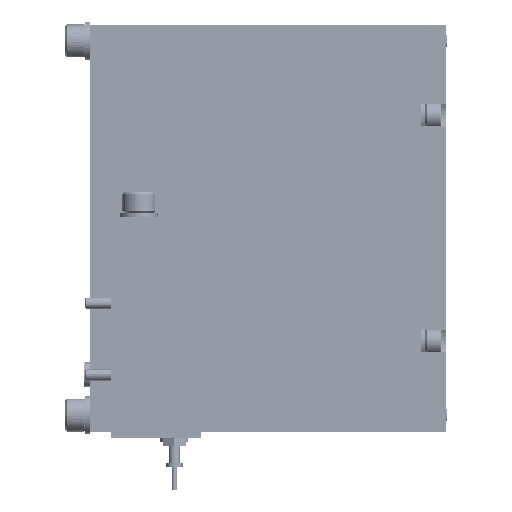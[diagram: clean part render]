
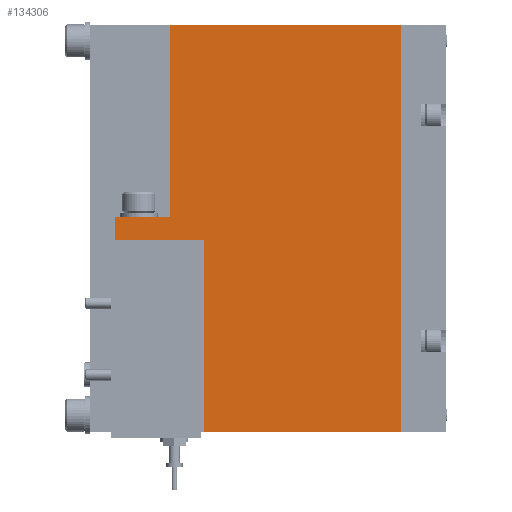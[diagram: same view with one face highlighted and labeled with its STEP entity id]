
A CAD part, left-side view. The second image highlights one B-rep face of the part: STEP entity #134306.
In plain terms, the highlighted planar face has unit normal (-1, 0, 0).
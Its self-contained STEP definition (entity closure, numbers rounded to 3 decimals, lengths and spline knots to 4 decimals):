
#6253 = VERTEX_POINT ( 'NONE', #56748 ) ;
#6584 = DIRECTION ( 'NONE',  ( 0., 0., 1. ) ) ;
#6614 = EDGE_CURVE ( 'NONE', #111754, #26265, #37316, .T. ) ;
#21258 = LINE ( 'NONE', #44531, #176593 ) ;
#22588 = DIRECTION ( 'NONE',  ( 1., 0., 0. ) ) ;
#24651 = CARTESIAN_POINT ( 'NONE',  ( 0.0994, 1.83, 0. ) ) ;
#25044 = LINE ( 'NONE', #108458, #178131 ) ;
#26265 = VERTEX_POINT ( 'NONE', #175619 ) ;
#35387 = VECTOR ( 'NONE', #66556, 39.3701 ) ;
#35653 = CARTESIAN_POINT ( 'NONE',  ( 0.0994, 1.83, 0. ) ) ;
#36927 = CARTESIAN_POINT ( 'NONE',  ( 0.0994, 1.83, -1.0632 ) ) ;
#37316 = LINE ( 'NONE', #113041, #180973 ) ;
#39833 = DIRECTION ( 'NONE',  ( 0., -1., 0. ) ) ;
#42609 = LINE ( 'NONE', #64683, #98907 ) ;
#43813 = EDGE_CURVE ( 'NONE', #187497, #187700, #46978, .T. ) ;
#43959 = LINE ( 'NONE', #24651, #135658 ) ;
#44531 = CARTESIAN_POINT ( 'NONE',  ( 0.0994, 1.34, -2.25 ) ) ;
#46393 = EDGE_CURVE ( 'NONE', #26265, #147589, #43959, .T. ) ;
#46978 = LINE ( 'NONE', #64854, #89123 ) ;
#50889 = DIRECTION ( 'NONE',  ( 0., 1., 0. ) ) ;
#51621 = ORIENTED_EDGE ( 'NONE', *, *, #80308, .F. ) ;
#54203 = VERTEX_POINT ( 'NONE', #149136 ) ;
#55695 = ORIENTED_EDGE ( 'NONE', *, *, #46393, .F. ) ;
#56748 = CARTESIAN_POINT ( 'NONE',  ( 0.0994, 1.34, -2.25 ) ) ;
#64683 = CARTESIAN_POINT ( 'NONE',  ( 0.0994, 0.25, -2.25 ) ) ;
#64854 = CARTESIAN_POINT ( 'NONE',  ( 0.0994, 1.83, -1.1882 ) ) ;
#66556 = DIRECTION ( 'NONE',  ( 0., 0., 1. ) ) ;
#66660 = DIRECTION ( 'NONE',  ( 0., -1., 0. ) ) ;
#72324 = CARTESIAN_POINT ( 'NONE',  ( 0.0994, 1.34, -1.1882 ) ) ;
#74727 = ORIENTED_EDGE ( 'NONE', *, *, #80563, .F. ) ;
#80194 = CARTESIAN_POINT ( 'NONE',  ( 0.0994, 1.83, -1.1882 ) ) ;
#80308 = EDGE_CURVE ( 'NONE', #187497, #168306, #134324, .T. ) ;
#80563 = EDGE_CURVE ( 'NONE', #6253, #187700, #21258, .T. ) ;
#81867 = EDGE_LOOP ( 'NONE', ( #55695, #115401, #126164, #51621, #104918, #74727, #111243, #134792 ) ) ;
#84153 = DIRECTION ( 'NONE',  ( 0., 1., 0. ) ) ;
#87196 = CARTESIAN_POINT ( 'NONE',  ( 0.0994, 1.83, -1.0632 ) ) ;
#89123 = VECTOR ( 'NONE', #169480, 39.3701 ) ;
#92622 = EDGE_CURVE ( 'NONE', #111754, #168306, #110206, .T. ) ;
#94655 = EDGE_CURVE ( 'NONE', #54203, #147589, #25044, .T. ) ;
#94845 = PLANE ( 'NONE',  #146343 ) ;
#98907 = VECTOR ( 'NONE', #50889, 39.3701 ) ;
#104918 = ORIENTED_EDGE ( 'NONE', *, *, #43813, .T. ) ;
#108458 = CARTESIAN_POINT ( 'NONE',  ( 0.0994, 0.25, 0. ) ) ;
#110206 = LINE ( 'NONE', #36927, #178682 ) ;
#111243 = ORIENTED_EDGE ( 'NONE', *, *, #134251, .F. ) ;
#111754 = VERTEX_POINT ( 'NONE', #121084 ) ;
#113041 = CARTESIAN_POINT ( 'NONE',  ( 0.0994, 1.53, -1.5487 ) ) ;
#115401 = ORIENTED_EDGE ( 'NONE', *, *, #6614, .F. ) ;
#119422 = DIRECTION ( 'NONE',  ( 0., 0., 1. ) ) ;
#121084 = CARTESIAN_POINT ( 'NONE',  ( 0.0994, 1.53, -1.0632 ) ) ;
#124183 = DIRECTION ( 'NONE',  ( 0., 0., 1. ) ) ;
#126164 = ORIENTED_EDGE ( 'NONE', *, *, #92622, .T. ) ;
#134251 = EDGE_CURVE ( 'NONE', #54203, #6253, #42609, .T. ) ;
#134306 = ADVANCED_FACE ( 'NONE', ( #193223 ), #94845, .F. ) ;
#134324 = LINE ( 'NONE', #35653, #35387 ) ;
#134792 = ORIENTED_EDGE ( 'NONE', *, *, #94655, .T. ) ;
#135658 = VECTOR ( 'NONE', #39833, 39.3701 ) ;
#146343 = AXIS2_PLACEMENT_3D ( 'NONE', #185093, #22588, #66660 ) ;
#147589 = VERTEX_POINT ( 'NONE', #156709 ) ;
#149136 = CARTESIAN_POINT ( 'NONE',  ( 0.0994, 0.25, -2.25 ) ) ;
#156709 = CARTESIAN_POINT ( 'NONE',  ( 0.0994, 0.25, 0. ) ) ;
#168306 = VERTEX_POINT ( 'NONE', #87196 ) ;
#169480 = DIRECTION ( 'NONE',  ( 0., -1., 0. ) ) ;
#175619 = CARTESIAN_POINT ( 'NONE',  ( 0.0994, 1.53, 0. ) ) ;
#176593 = VECTOR ( 'NONE', #119422, 39.3701 ) ;
#178131 = VECTOR ( 'NONE', #124183, 39.3701 ) ;
#178682 = VECTOR ( 'NONE', #84153, 39.3701 ) ;
#180973 = VECTOR ( 'NONE', #6584, 39.3701 ) ;
#185093 = CARTESIAN_POINT ( 'NONE',  ( 0.0994, 1.83, 0. ) ) ;
#187497 = VERTEX_POINT ( 'NONE', #80194 ) ;
#187700 = VERTEX_POINT ( 'NONE', #72324 ) ;
#193223 = FACE_OUTER_BOUND ( 'NONE', #81867, .T. ) ;
